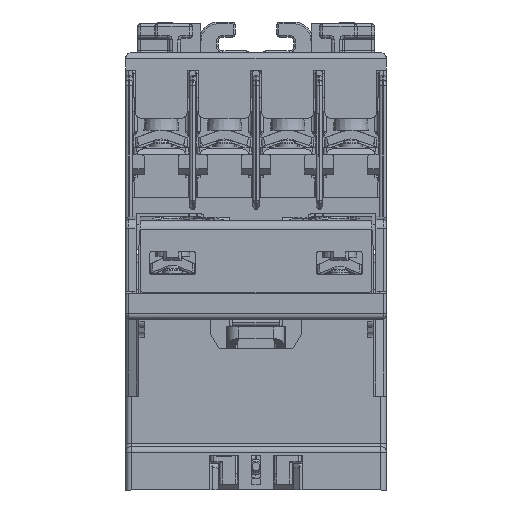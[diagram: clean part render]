
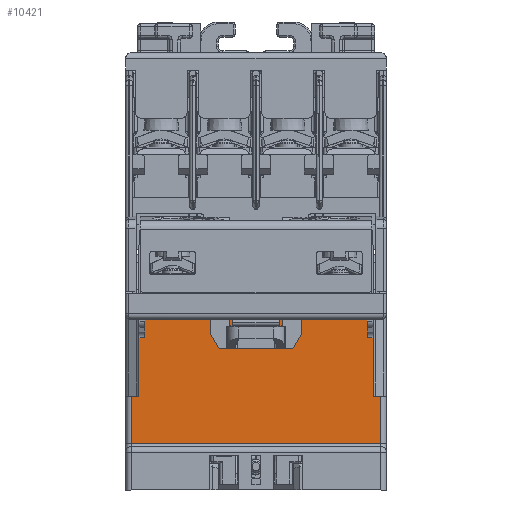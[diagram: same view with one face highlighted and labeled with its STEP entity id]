
A CAD part, front view. The second image highlights one B-rep face of the part: STEP entity #10421.
In plain terms, the highlighted planar face has unit normal (0, -1, 0).
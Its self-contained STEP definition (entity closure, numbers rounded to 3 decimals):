
#10421=ADVANCED_FACE('',(#15789),#12468,.T.);
#12468=PLANE('',#88635);
#15789=FACE_OUTER_BOUND('',#19675,.T.);
#19675=EDGE_LOOP('',(#39534,#39535,#39536,#39537,#39538,#39539,#39540,#39541,
#39542,#39543,#39544,#39545,#39546,#39547,#39548,#39549));
#39534=ORIENTED_EDGE('',*,*,#63562,.F.);
#39535=ORIENTED_EDGE('',*,*,#63563,.T.);
#39536=ORIENTED_EDGE('',*,*,#63564,.T.);
#39537=ORIENTED_EDGE('',*,*,#63560,.F.);
#39538=ORIENTED_EDGE('',*,*,#62253,.T.);
#39539=ORIENTED_EDGE('',*,*,#63473,.T.);
#39540=ORIENTED_EDGE('',*,*,#63124,.T.);
#39541=ORIENTED_EDGE('',*,*,#63121,.T.);
#39542=ORIENTED_EDGE('',*,*,#63565,.T.);
#39543=ORIENTED_EDGE('',*,*,#63464,.T.);
#39544=ORIENTED_EDGE('',*,*,#63566,.T.);
#39545=ORIENTED_EDGE('',*,*,#63559,.F.);
#39546=ORIENTED_EDGE('',*,*,#63551,.T.);
#39547=ORIENTED_EDGE('',*,*,#63567,.T.);
#39548=ORIENTED_EDGE('',*,*,#63568,.F.);
#39549=ORIENTED_EDGE('',*,*,#63569,.F.);
#49691=VERTEX_POINT('',#145927);
#49692=VERTEX_POINT('',#145929);
#50363=VERTEX_POINT('',#147676);
#50364=VERTEX_POINT('',#147678);
#50366=VERTEX_POINT('',#147684);
#50588=VERTEX_POINT('',#148397);
#50590=VERTEX_POINT('',#148400);
#50644=VERTEX_POINT('',#148555);
#50645=VERTEX_POINT('',#148557);
#50649=VERTEX_POINT('',#148571);
#50650=VERTEX_POINT('',#148575);
#50651=VERTEX_POINT('',#148579);
#50652=VERTEX_POINT('',#148580);
#50653=VERTEX_POINT('',#148582);
#50654=VERTEX_POINT('',#148587);
#50655=VERTEX_POINT('',#148589);
#62253=EDGE_CURVE('',#49692,#49691,#71603,.T.);
#63121=EDGE_CURVE('',#50364,#50363,#72281,.T.);
#63124=EDGE_CURVE('',#50366,#50364,#72283,.T.);
#63464=EDGE_CURVE('',#50590,#50588,#72557,.T.);
#63473=EDGE_CURVE('',#49691,#50366,#72564,.T.);
#63551=EDGE_CURVE('',#50645,#50644,#72622,.T.);
#63559=EDGE_CURVE('',#50645,#50649,#72627,.T.);
#63560=EDGE_CURVE('',#49692,#50650,#72628,.T.);
#63562=EDGE_CURVE('',#50651,#50652,#72629,.T.);
#63563=EDGE_CURVE('',#50651,#50653,#72630,.T.);
#63564=EDGE_CURVE('',#50653,#50650,#72631,.T.);
#63565=EDGE_CURVE('',#50363,#50590,#72632,.T.);
#63566=EDGE_CURVE('',#50588,#50649,#72633,.T.);
#63567=EDGE_CURVE('',#50644,#50654,#72634,.T.);
#63568=EDGE_CURVE('',#50655,#50654,#72635,.T.);
#63569=EDGE_CURVE('',#50652,#50655,#72636,.T.);
#71603=LINE('',#145928,#80475);
#72281=LINE('',#147677,#81153);
#72283=LINE('',#147683,#81155);
#72557=LINE('',#148399,#81429);
#72564=LINE('',#148413,#81436);
#72622=LINE('',#148556,#81494);
#72627=LINE('',#148572,#81499);
#72628=LINE('',#148574,#81500);
#72629=LINE('',#148578,#81501);
#72630=LINE('',#148581,#81502);
#72631=LINE('',#148583,#81503);
#72632=LINE('',#148584,#81504);
#72633=LINE('',#148585,#81505);
#72634=LINE('',#148586,#81506);
#72635=LINE('',#148588,#81507);
#72636=LINE('',#148590,#81508);
#80475=VECTOR('',#107887,1.);
#81153=VECTOR('',#109327,1.);
#81155=VECTOR('',#109333,1.);
#81429=VECTOR('',#109945,1.);
#81436=VECTOR('',#109956,1.);
#81494=VECTOR('',#110084,1.);
#81499=VECTOR('',#110101,1.);
#81500=VECTOR('',#110104,1.);
#81501=VECTOR('',#110109,1.);
#81502=VECTOR('',#110110,1.);
#81503=VECTOR('',#110111,1.);
#81504=VECTOR('',#110112,1.);
#81505=VECTOR('',#110113,1.);
#81506=VECTOR('',#110114,1.);
#81507=VECTOR('',#110115,1.);
#81508=VECTOR('',#110116,1.);
#88635=AXIS2_PLACEMENT_3D('',#148591,#110117,#110118);
#107887=DIRECTION('',(0.,0.,1.));
#109327=DIRECTION('',(-1.,0.,0.));
#109333=DIRECTION('',(0.,0.,-1.));
#109945=DIRECTION('',(-1.,0.,0.));
#109956=DIRECTION('',(-1.,0.,0.));
#110084=DIRECTION('',(0.,0.,-1.));
#110101=DIRECTION('',(1.,0.,0.));
#110104=DIRECTION('',(1.,0.,0.));
#110109=DIRECTION('',(0.,0.,-1.));
#110110=DIRECTION('',(-1.,0.,0.));
#110111=DIRECTION('',(0.,0.,1.));
#110112=DIRECTION('',(0.,0.,1.));
#110113=DIRECTION('',(0.,0.,-1.));
#110114=DIRECTION('',(-1.,0.,0.));
#110115=DIRECTION('',(0.,0.,1.));
#110116=DIRECTION('',(-1.,0.,0.));
#110117=DIRECTION('',(0.,-1.,0.));
#110118=DIRECTION('',(0.,0.,1.));
#145927=CARTESIAN_POINT('',(19.2,-27.9,29.4));
#145928=CARTESIAN_POINT('',(19.2,-27.9,18.8));
#145929=CARTESIAN_POINT('',(19.2,-27.9,26.284));
#147676=CARTESIAN_POINT('',(-4.,-27.9,27.473));
#147677=CARTESIAN_POINT('',(0.,-27.9,27.473));
#147678=CARTESIAN_POINT('',(4.,-27.9,27.473));
#147683=CARTESIAN_POINT('',(4.,-27.9,17.822));
#147684=CARTESIAN_POINT('',(4.,-27.9,29.4));
#148397=CARTESIAN_POINT('',(-19.2,-27.9,29.4));
#148399=CARTESIAN_POINT('',(0.,-27.9,29.4));
#148400=CARTESIAN_POINT('',(-4.,-27.9,29.4));
#148413=CARTESIAN_POINT('',(0.,-27.9,29.4));
#148555=CARTESIAN_POINT('',(-20.2,-27.9,16.2));
#148556=CARTESIAN_POINT('',(-20.2,-27.9,14.9));
#148557=CARTESIAN_POINT('',(-20.2,-27.9,26.284));
#148571=CARTESIAN_POINT('',(-19.2,-27.9,26.284));
#148572=CARTESIAN_POINT('',(-9.6,-27.9,26.284));
#148574=CARTESIAN_POINT('',(9.6,-27.9,26.284));
#148575=CARTESIAN_POINT('',(20.2,-27.9,26.284));
#148578=CARTESIAN_POINT('',(21.5,-27.9,13.553));
#148579=CARTESIAN_POINT('',(21.5,-27.9,16.2));
#148580=CARTESIAN_POINT('',(21.5,-27.9,8.));
#148581=CARTESIAN_POINT('',(11.25,-27.9,16.2));
#148582=CARTESIAN_POINT('',(20.2,-27.9,16.2));
#148583=CARTESIAN_POINT('',(20.2,-27.9,14.9));
#148584=CARTESIAN_POINT('',(-4.,-27.9,17.822));
#148585=CARTESIAN_POINT('',(-19.2,-27.9,18.8));
#148586=CARTESIAN_POINT('',(-11.25,-27.9,16.2));
#148587=CARTESIAN_POINT('',(-21.5,-27.9,16.2));
#148588=CARTESIAN_POINT('',(-21.5,-27.9,13.553));
#148589=CARTESIAN_POINT('',(-21.5,-27.9,8.));
#148590=CARTESIAN_POINT('',(0.,-27.9,8.));
#148591=CARTESIAN_POINT('',(0.,-27.9,7.));
